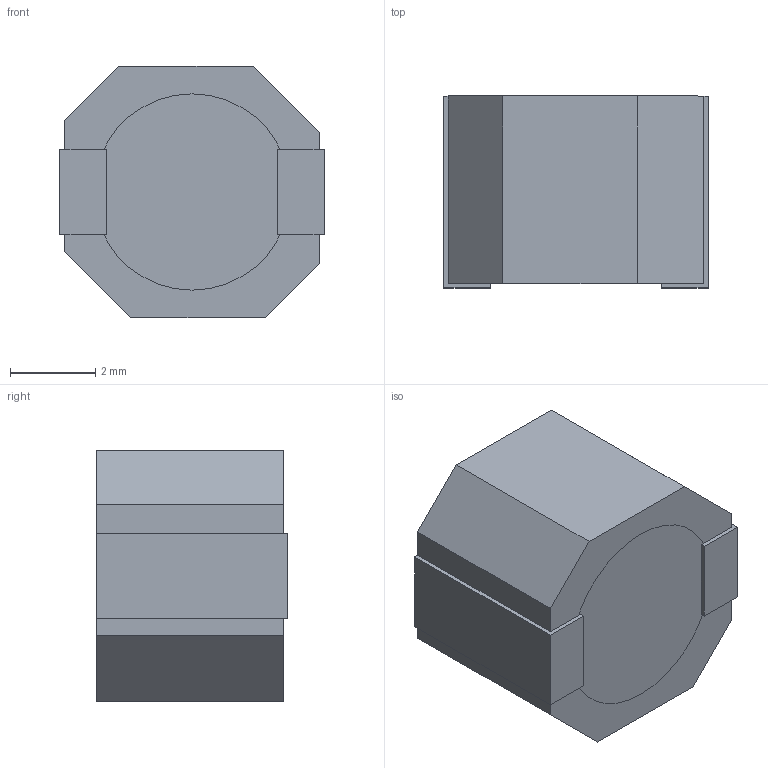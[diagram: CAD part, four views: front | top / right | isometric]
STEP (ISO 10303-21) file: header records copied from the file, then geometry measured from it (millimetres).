
FILE_DESCRIPTION (( 'STEP AP203' ), '1' );
FILE_NAME ('CLF6045_3D Model.STEP', '2018-08-30T07:34:51', ( '' ), ( '' ), 'SwSTEP 2.0', 'SolidWorks 2016', '' );
FILE_SCHEMA (( 'CONFIG_CONTROL_DESIGN' ));
Length unit declared in the file: millimetre
Products named in the file (3): CLF6045_3D Model; CLF6045素体; CLF6045端子
Assembly tree (3 placements, depth 2):
  CLF6045_3D Model
    CLF6045素体
    CLF6045端子  x2
Bounding box: 6.2 x 4.5 x 5.9 mm (x, y, z)
Volume: 139.9 mm3; surface area: 199.6 mm2
Topology: 3 solids, 3 shells, 28 faces, 64 edges, 44 vertices
Faces by surface type: plane 28
Entity records: 903 total; most frequent: CARTESIAN_POINT 104, DIRECTION 102, ORIENTED_EDGE 92, EDGE_CURVE 46, LINE 42, VECTOR 42, VERTEX_POINT 32, AXIS2_PLACEMENT_3D 30
